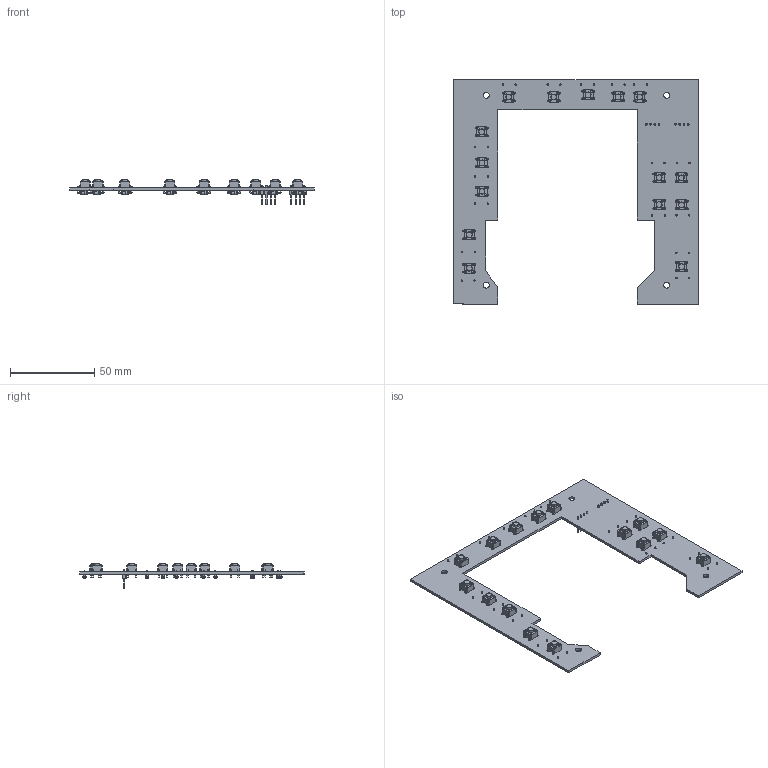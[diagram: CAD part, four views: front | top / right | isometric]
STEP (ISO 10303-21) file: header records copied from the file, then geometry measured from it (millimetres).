
FILE_DESCRIPTION(('KiCad electronic assembly'),'2;1');
FILE_NAME('ARC-210-Master-Board.step','2025-07-20T15:33:22',('Pcbnew'),( 'Kicad'),'Open CASCADE STEP processor 7.9','KiCad to STEP converter' ,'Unknown');
FILE_SCHEMA(('AUTOMOTIVE_DESIGN { 1 0 10303 214 1 1 1 1 }'));
Length unit declared in the file: millimetre
Products named in the file (5): ARC-210-Master-Board 1; SW_PUSH_6mm_H5mm; D_DO-35_SOD27_P7.62mm_Horizontal; PinHeader_1x04_P2.54mm_Vertical; ARC-210-Master-Board_PCB
Assembly tree (34 placements, depth 2):
  ARC-210-Master-Board 1
    SW_PUSH_6mm_H5mm  x15
    D_DO-35_SOD27_P7.62mm_Horizontal  x16
    PinHeader_1x04_P2.54mm_Vertical  x2
    ARC-210-Master-Board_PCB
Bounding box: 145.75 x 133.7 x 15.22 mm (x, y, z)
Volume: 16455.4 mm3; surface area: 24515.5 mm2
Topology: 50 solids, 50 shells, 2157 faces, 5387 edges, 3453 vertices
Faces by surface type: plane 1263, cylinder 815, torus 79
Full cylindrical faces by diameter (mm): 0.5 x48, 0.8 x32, 1 x68, 1.1 x60, 2 x32, 2.02 x16, 3.5 x19
Entity records: 12985 total; most frequent: DIRECTION 1981, CARTESIAN_POINT 1882, ORIENTED_EDGE 1822, EDGE_CURVE 911, AXIS2_PLACEMENT_3D 688, LINE 605, VECTOR 605, VERTEX_POINT 589
